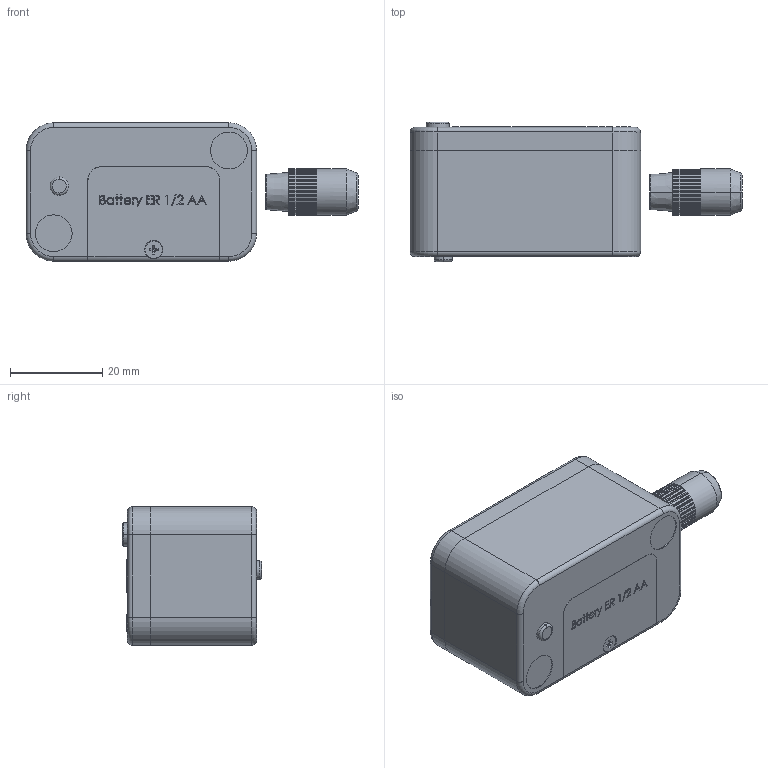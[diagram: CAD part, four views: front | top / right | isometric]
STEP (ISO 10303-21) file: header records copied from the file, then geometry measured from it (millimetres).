
FILE_DESCRIPTION (( 'STEP AP214' ), '1' );
FILE_NAME ('CCHS5328.STEP', '2018-03-14T09:27:07', ( '' ), ( '' ), 'SwSTEP 2.0', 'SolidWorks 2017', '' );
FILE_SCHEMA (( 'AUTOMOTIVE_DESIGN' ));
Length unit declared in the file: millimetre
Products named in the file (15): 30-boton superior; CCHS5328; 30-portapila; 30-8CCRE5328; 30-3PLAST-CCRE; 9IC102015; 30-3IMAN8X3-80º; 30-ISO 7046-1 - M2 x 4_ISO 7046-1 - M2 x 5 - Z --- 5N; 3IMAN6X5; 30-boton posterior; 30-PILA; 8CC-CASQ; 30-PILA 1I2 AA; 30-3PANTALLA-CC; 30-tapa
Assembly tree (15 placements, depth 2):
  CCHS5328
    30-3PLAST-CCRE
    30-tapa
    30-PILA
    30-portapila
    30-PILA 1I2 AA
    30-3IMAN8X3-80º  x2
    30-8CCRE5328
    30-boton posterior
    30-boton superior
    30-3PANTALLA-CC
    8CC-CASQ
    30-ISO 7046-1 - M2 x 4_ISO 7046-1 - M2 x 5 - Z --- 5N
    9IC102015
    3IMAN6X5
Bounding box: 72 x 30.2 x 30 mm (x, y, z)
Volume: 25231.9 mm3; surface area: 26905.6 mm2
Topology: 19 solids, 19 shells, 2158 faces, 5989 edges, 3950 vertices
Faces by surface type: plane 1650, cylinder 221, bspline 210, torus 50, cone 25, sphere 2
Entity records: 75879 total; most frequent: CARTESIAN_POINT 20311, ORIENTED_EDGE 11958, DIRECTION 9598, EDGE_CURVE 5979, LINE 4432, VECTOR 4432, VERTEX_POINT 3946, AXIS2_PLACEMENT_3D 2583
